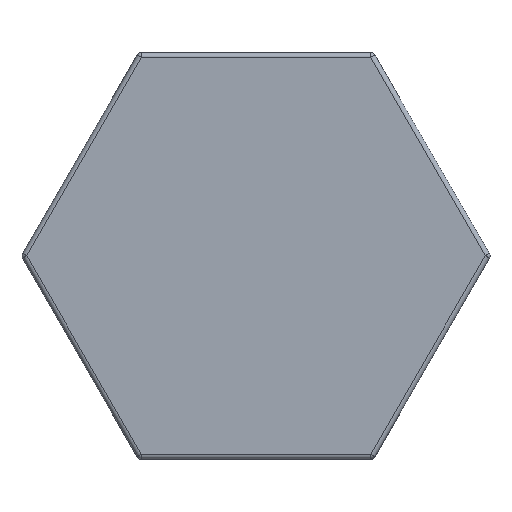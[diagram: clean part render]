
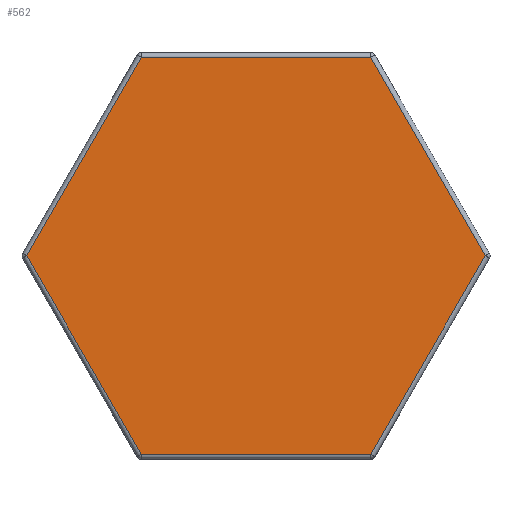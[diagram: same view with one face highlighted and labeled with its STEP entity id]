
A CAD part, top view. The second image highlights one B-rep face of the part: STEP entity #562.
In plain terms, the highlighted planar face has unit normal (0, 0, 1).
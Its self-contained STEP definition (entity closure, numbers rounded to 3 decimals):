
#33=PLANE('',#656);
#93=FACE_OUTER_BOUND('',#135,.T.);
#135=EDGE_LOOP('',(#506,#507,#508,#509,#510,#511));
#155=LINE('',#950,#193);
#162=LINE('',#981,#200);
#166=LINE('',#994,#204);
#168=LINE('',#997,#206);
#170=LINE('',#1000,#208);
#174=LINE('',#1007,#212);
#193=VECTOR('',#768,10.);
#200=VECTOR('',#807,10.);
#204=VECTOR('',#823,10.);
#206=VECTOR('',#827,10.);
#208=VECTOR('',#831,10.);
#212=VECTOR('',#841,10.);
#270=VERTEX_POINT('',#907);
#275=VERTEX_POINT('',#925);
#280=VERTEX_POINT('',#941);
#285=VERTEX_POINT('',#962);
#288=VERTEX_POINT('',#972);
#291=VERTEX_POINT('',#985);
#336=EDGE_CURVE('',#270,#280,#155,.T.);
#352=EDGE_CURVE('',#280,#288,#162,.T.);
#359=EDGE_CURVE('',#288,#291,#166,.T.);
#361=EDGE_CURVE('',#291,#285,#168,.T.);
#363=EDGE_CURVE('',#285,#275,#170,.T.);
#367=EDGE_CURVE('',#275,#270,#174,.T.);
#506=ORIENTED_EDGE('',*,*,#336,.F.);
#507=ORIENTED_EDGE('',*,*,#367,.F.);
#508=ORIENTED_EDGE('',*,*,#363,.F.);
#509=ORIENTED_EDGE('',*,*,#361,.F.);
#510=ORIENTED_EDGE('',*,*,#359,.F.);
#511=ORIENTED_EDGE('',*,*,#352,.F.);
#562=ADVANCED_FACE('',(#93),#33,.T.);
#656=AXIS2_PLACEMENT_3D('',#1014,#852,#853);
#768=DIRECTION('',(1.,0.,0.));
#807=DIRECTION('',(0.5,-0.866,0.));
#823=DIRECTION('',(-0.5,-0.866,0.));
#827=DIRECTION('',(-1.,0.,0.));
#831=DIRECTION('',(-0.5,0.866,0.));
#841=DIRECTION('',(0.5,0.866,0.));
#852=DIRECTION('center_axis',(0.,0.,1.));
#853=DIRECTION('ref_axis',(1.,0.,0.));
#907=CARTESIAN_POINT('',(-4.885,8.46,10.));
#925=CARTESIAN_POINT('',(-9.769,0.,10.));
#941=CARTESIAN_POINT('',(4.885,8.46,10.));
#950=CARTESIAN_POINT('',(2.5,8.46,10.));
#962=CARTESIAN_POINT('',(-4.885,-8.46,10.));
#972=CARTESIAN_POINT('',(9.769,0.,10.));
#981=CARTESIAN_POINT('',(8.577,2.065,10.));
#985=CARTESIAN_POINT('',(4.885,-8.46,10.));
#994=CARTESIAN_POINT('',(6.077,-6.395,10.));
#997=CARTESIAN_POINT('',(-2.5,-8.46,10.));
#1000=CARTESIAN_POINT('',(-8.577,-2.065,10.));
#1007=CARTESIAN_POINT('',(-6.077,6.395,10.));
#1014=CARTESIAN_POINT('Origin',(0.,0.,10.));
